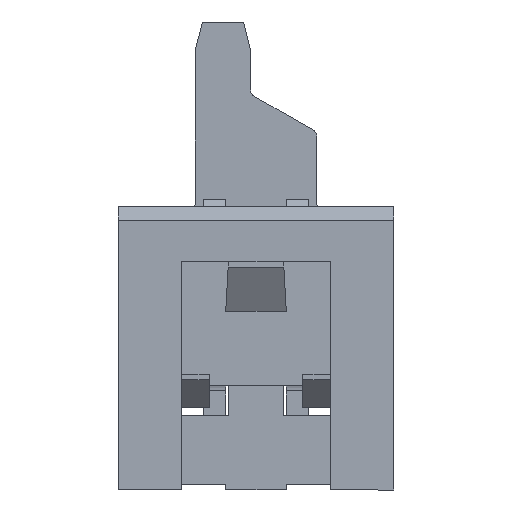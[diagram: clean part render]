
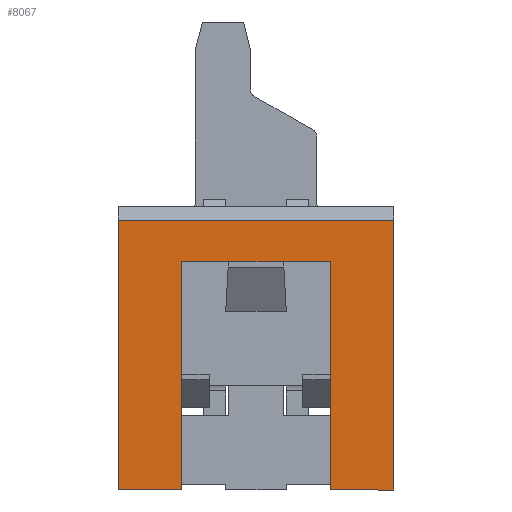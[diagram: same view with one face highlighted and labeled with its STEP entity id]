
A CAD part, left-side view. The second image highlights one B-rep face of the part: STEP entity #8067.
In plain terms, the highlighted planar face has unit normal (-1, 0, 0).
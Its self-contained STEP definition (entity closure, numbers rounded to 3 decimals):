
#1855=ORIENTED_EDGE('',*,*,#3516,.F.);
#1856=ORIENTED_EDGE('',*,*,#3517,.T.);
#1857=ORIENTED_EDGE('',*,*,#3231,.T.);
#1858=ORIENTED_EDGE('',*,*,#3518,.T.);
#1859=ORIENTED_EDGE('',*,*,#3519,.F.);
#1860=ORIENTED_EDGE('',*,*,#3520,.F.);
#1861=ORIENTED_EDGE('',*,*,#3521,.T.);
#1862=ORIENTED_EDGE('',*,*,#3522,.T.);
#3231=EDGE_CURVE('',#4203,#4204,#5179,.T.);
#3516=EDGE_CURVE('',#4426,#4427,#5436,.T.);
#3517=EDGE_CURVE('',#4426,#4203,#5437,.T.);
#3518=EDGE_CURVE('',#4204,#4428,#5438,.T.);
#3519=EDGE_CURVE('',#4429,#4428,#5439,.T.);
#3520=EDGE_CURVE('',#4430,#4429,#5440,.T.);
#3521=EDGE_CURVE('',#4430,#4431,#5441,.T.);
#3522=EDGE_CURVE('',#4431,#4427,#5442,.T.);
#4203=VERTEX_POINT('',#12050);
#4204=VERTEX_POINT('',#12051);
#4426=VERTEX_POINT('',#12595);
#4427=VERTEX_POINT('',#12596);
#4428=VERTEX_POINT('',#12599);
#4429=VERTEX_POINT('',#12601);
#4430=VERTEX_POINT('',#12603);
#4431=VERTEX_POINT('',#12605);
#5179=LINE('',#12049,#6257);
#5436=LINE('',#12594,#6514);
#5437=LINE('',#12597,#6515);
#5438=LINE('',#12598,#6516);
#5439=LINE('',#12600,#6517);
#5440=LINE('',#12602,#6518);
#5441=LINE('',#12604,#6519);
#5442=LINE('',#12606,#6520);
#6257=VECTOR('',#9792,1000.);
#6514=VECTOR('',#10179,1000.);
#6515=VECTOR('',#10180,1000.);
#6516=VECTOR('',#10181,1000.);
#6517=VECTOR('',#10182,1000.);
#6518=VECTOR('',#10183,1000.);
#6519=VECTOR('',#10184,1000.);
#6520=VECTOR('',#10185,1000.);
#6982=EDGE_LOOP('',(#1855,#1856,#1857,#1858,#1859,#1860,#1861,#1862));
#7380=FACE_BOUND('',#6982,.T.);
#7740=PLANE('',#8514);
#8067=ADVANCED_FACE('',(#7380),#7740,.F.);
#8514=AXIS2_PLACEMENT_3D('',#12593,#10177,#10178);
#9792=DIRECTION('',(0.,0.,-1.));
#10177=DIRECTION('',(1.,0.,0.));
#10178=DIRECTION('',(0.,0.,-1.));
#10179=DIRECTION('',(0.,0.,-1.));
#10180=DIRECTION('',(0.,1.,0.));
#10181=DIRECTION('',(0.,-1.,0.));
#10182=DIRECTION('',(0.,0.,-1.));
#10183=DIRECTION('',(0.,1.,0.));
#10184=DIRECTION('',(0.,0.,-1.));
#10185=DIRECTION('',(0.,-1.,0.));
#12049=CARTESIAN_POINT('',(-10.605,2.5,1.35));
#12050=CARTESIAN_POINT('',(-10.605,2.5,4.9));
#12051=CARTESIAN_POINT('',(-10.605,2.5,0.));
#12593=CARTESIAN_POINT('',(-10.605,2.5,1.35));
#12594=CARTESIAN_POINT('',(-10.605,-2.5,1.35));
#12595=CARTESIAN_POINT('',(-10.605,-2.5,4.9));
#12596=CARTESIAN_POINT('',(-10.605,-2.5,0.));
#12597=CARTESIAN_POINT('',(-10.605,2.5,4.9));
#12598=CARTESIAN_POINT('',(-10.605,2.5,0.));
#12599=CARTESIAN_POINT('',(-10.605,1.35,0.));
#12600=CARTESIAN_POINT('',(-10.605,1.35,0.1));
#12601=CARTESIAN_POINT('',(-10.605,1.35,4.15));
#12602=CARTESIAN_POINT('',(-10.605,-1.35,4.15));
#12603=CARTESIAN_POINT('',(-10.605,-1.35,4.15));
#12604=CARTESIAN_POINT('',(-10.605,-1.35,0.1));
#12605=CARTESIAN_POINT('',(-10.605,-1.35,0.));
#12606=CARTESIAN_POINT('',(-10.605,2.5,0.));
